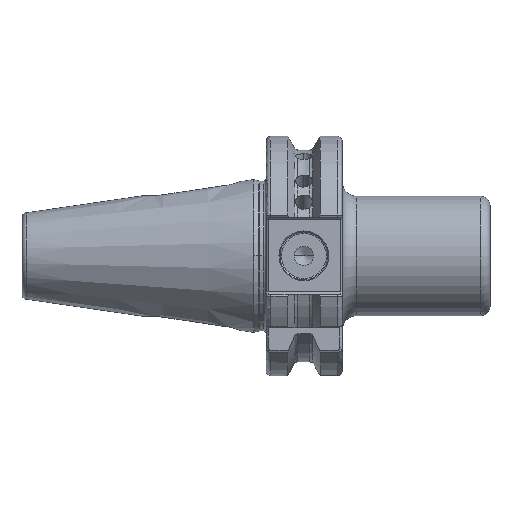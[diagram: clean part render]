
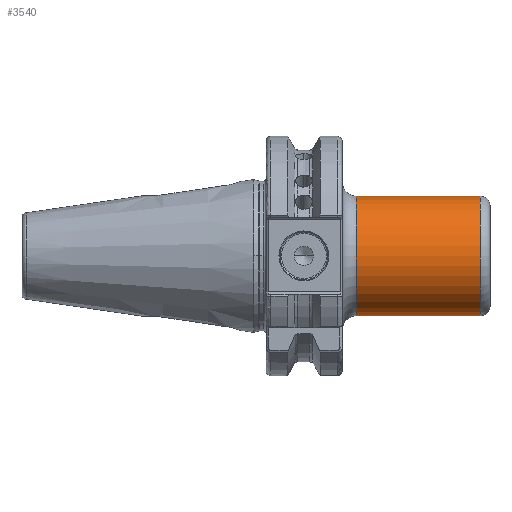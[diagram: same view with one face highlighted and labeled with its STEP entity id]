
A CAD part, top view. The second image highlights one B-rep face of the part: STEP entity #3540.
In plain terms, the highlighted cylindrical face has radius 12.5 mm (diameter 25 mm), a partial arc.
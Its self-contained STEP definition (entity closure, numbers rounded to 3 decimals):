
#3540 = ADVANCED_FACE ( 'NONE', ( #8872 ), #8870, .T. ) ;
#3919 = CARTESIAN_POINT ( 'NONE',  ( 44.8, 12.5, 0. ) ) ;
#3937 = CARTESIAN_POINT ( 'NONE',  ( 44.8, -12.5, 0. ) ) ;
#3945 = CARTESIAN_POINT ( 'NONE',  ( 18.9, 12.5, 0. ) ) ;
#3957 = CARTESIAN_POINT ( 'NONE',  ( 18.9, -12.5, 0. ) ) ;
#4088 = CARTESIAN_POINT ( 'NONE',  ( 18.9, 0., 0. ) ) ;
#4091 = DIRECTION ( 'NONE',  ( 1., 0., 0. ) ) ;
#4124 = DIRECTION ( 'NONE',  ( 0., 1., 0. ) ) ;
#4204 = DIRECTION ( 'NONE',  ( 1., 0., 0. ) ) ;
#4223 = CARTESIAN_POINT ( 'NONE',  ( 89.496, -12.5, 0. ) ) ;
#4229 = DIRECTION ( 'NONE',  ( 1., 0., 0. ) ) ;
#4233 = CARTESIAN_POINT ( 'NONE',  ( 89.496, 12.5, 0. ) ) ;
#4406 = CARTESIAN_POINT ( 'NONE',  ( 44.8, 0., 0. ) ) ;
#4407 = DIRECTION ( 'NONE',  ( -1., 0., 0. ) ) ;
#4429 = DIRECTION ( 'NONE',  ( 0., 1., 0. ) ) ;
#7452 = VERTEX_POINT ( 'NONE', #3919 ) ;
#7456 = VERTEX_POINT ( 'NONE', #3945 ) ;
#7474 = VERTEX_POINT ( 'NONE', #3957 ) ;
#7476 = VERTEX_POINT ( 'NONE', #3937 ) ;
#7669 = EDGE_LOOP ( 'NONE', ( #9006, #8994, #8968, #8999 ) ) ;
#7790 = AXIS2_PLACEMENT_3D ( 'NONE', #4088, #4091, #4124 ) ;
#7813 = AXIS2_PLACEMENT_3D ( 'NONE', #4406, #4407, #4429 ) ;
#8510 = CIRCLE ( 'NONE', #7790, 12.5 ) ;
#8554 = VECTOR ( 'NONE', #4204, 1000. ) ;
#8555 = LINE ( 'NONE', #4223, #8571 ) ;
#8564 = LINE ( 'NONE', #4233, #8554 ) ;
#8567 = CIRCLE ( 'NONE', #7813, 12.5 ) ;
#8571 = VECTOR ( 'NONE', #4229, 1000. ) ;
#8870 = CYLINDRICAL_SURFACE ( 'NONE', #11074, 12.5 ) ;
#8872 = FACE_OUTER_BOUND ( 'NONE', #7669, .T. ) ;
#8968 = ORIENTED_EDGE ( 'NONE', *, *, #10807, .T. ) ;
#8994 = ORIENTED_EDGE ( 'NONE', *, *, #10781, .T. ) ;
#8999 = ORIENTED_EDGE ( 'NONE', *, *, #10773, .F. ) ;
#9006 = ORIENTED_EDGE ( 'NONE', *, *, #10762, .T. ) ;
#10762 = EDGE_CURVE ( 'NONE', #7456, #7474, #8510, .T. ) ;
#10773 = EDGE_CURVE ( 'NONE', #7456, #7452, #8564, .T. ) ;
#10781 = EDGE_CURVE ( 'NONE', #7474, #7476, #8555, .T. ) ;
#10807 = EDGE_CURVE ( 'NONE', #7476, #7452, #8567, .T. ) ;
#11074 = AXIS2_PLACEMENT_3D ( 'NONE', #12732, #12743, #12734 ) ;
#12732 = CARTESIAN_POINT ( 'NONE',  ( 89.496, 0., 0. ) ) ;
#12734 = DIRECTION ( 'NONE',  ( 0., 1., 0. ) ) ;
#12743 = DIRECTION ( 'NONE',  ( 1., 0., 0. ) ) ;
